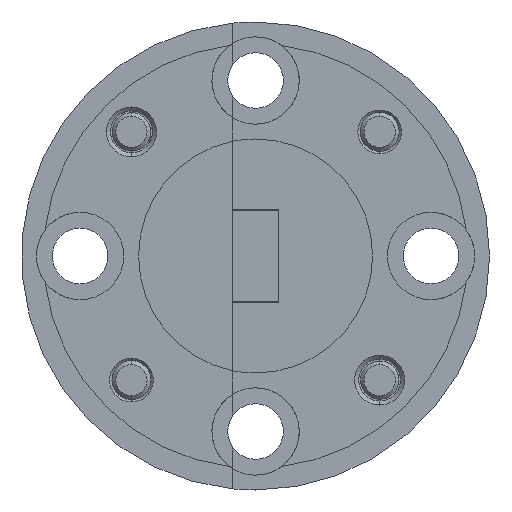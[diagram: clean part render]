
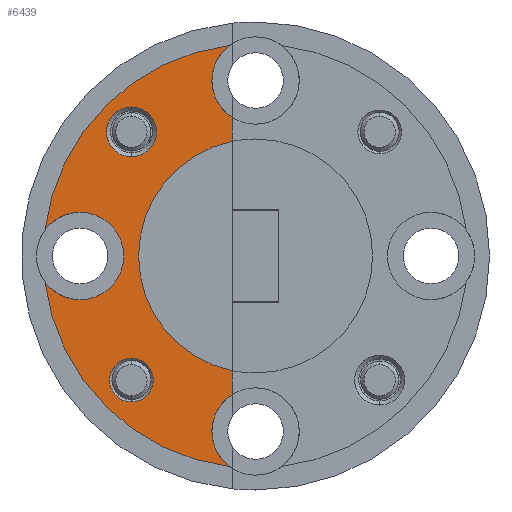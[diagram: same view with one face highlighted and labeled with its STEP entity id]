
A CAD part, left-side view. The second image highlights one B-rep face of the part: STEP entity #6439.
In plain terms, the highlighted planar face has unit normal (-1, 0, 0).
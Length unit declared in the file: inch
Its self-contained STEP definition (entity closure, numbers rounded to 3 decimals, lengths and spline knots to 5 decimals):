
#52 = VERTEX_POINT ( 'NONE', #8969 ) ;
#65 = CARTESIAN_POINT ( 'NONE',  ( 0.27253, 0.4508, 0.97674 ) ) ;
#200 = DIRECTION ( 'NONE',  ( -1., 0., 0. ) ) ;
#325 = CARTESIAN_POINT ( 'NONE',  ( 0.27253, 0.4508, 0.65399 ) ) ;
#373 = DIRECTION ( 'NONE',  ( 0., 0., 1. ) ) ;
#555 = DIRECTION ( 'NONE',  ( 0., 0., 1. ) ) ;
#593 = CIRCLE ( 'NONE', #3166, 0.07 ) ;
#753 = LINE ( 'NONE', #7024, #6530 ) ;
#817 = DIRECTION ( 'NONE',  ( -1., 0., 0. ) ) ;
#978 = VERTEX_POINT ( 'NONE', #5689 ) ;
#979 = CIRCLE ( 'NONE', #4200, 0.34 ) ;
#1177 = FACE_BOUND ( 'NONE', #8571, .T. ) ;
#1277 = VERTEX_POINT ( 'NONE', #9000 ) ;
#1374 = CIRCLE ( 'NONE', #7357, 0.035 ) ;
#1449 = FACE_OUTER_BOUND ( 'NONE', #6771, .T. ) ;
#1510 = CIRCLE ( 'NONE', #11025, 0.07 ) ;
#1631 = EDGE_CURVE ( 'NONE', #10926, #9609, #8036, .T. ) ;
#1733 = DIRECTION ( 'NONE',  ( 0., 0., 1. ) ) ;
#1750 = AXIS2_PLACEMENT_3D ( 'NONE', #10546, #7822, #6960 ) ;
#1812 = ORIENTED_EDGE ( 'NONE', *, *, #1900, .F. ) ;
#1891 = EDGE_CURVE ( 'NONE', #9609, #10926, #11255, .T. ) ;
#1900 = EDGE_CURVE ( 'NONE', #4445, #5134, #5915, .T. ) ;
#1903 = CARTESIAN_POINT ( 'NONE',  ( 0.27253, 0.25192, 0.53662 ) ) ;
#2184 = CARTESIAN_POINT ( 'NONE',  ( 0.27253, 0.53317, 0.88787 ) ) ;
#2376 = CARTESIAN_POINT ( 'NONE',  ( 0.27253, 0.53317, 0.81787 ) ) ;
#2514 = ORIENTED_EDGE ( 'NONE', *, *, #1631, .F. ) ;
#2682 = DIRECTION ( 'NONE',  ( -1., 0., 0. ) ) ;
#2708 = ORIENTED_EDGE ( 'NONE', *, *, #7147, .F. ) ;
#2898 = DIRECTION ( 'NONE',  ( 0., 0., 1. ) ) ;
#3039 = CIRCLE ( 'NONE', #10515, 0.07 ) ;
#3164 = CARTESIAN_POINT ( 'NONE',  ( 0.27253, 0.29369, 0.48044 ) ) ;
#3166 = AXIS2_PLACEMENT_3D ( 'NONE', #10511, #5126, #6031 ) ;
#3217 = EDGE_LOOP ( 'NONE', ( #2514, #8930 ) ) ;
#3292 = DIRECTION ( 'NONE',  ( -1., 0., 0. ) ) ;
#3365 = CIRCLE ( 'NONE', #7444, 0.34 ) ;
#3454 = AXIS2_PLACEMENT_3D ( 'NONE', #1903, #4500, #8097 ) ;
#3455 = CARTESIAN_POINT ( 'NONE',  ( 0.27253, 0.25192, 0.81787 ) ) ;
#3489 = DIRECTION ( 'NONE',  ( -1., 0., 0. ) ) ;
#3503 = EDGE_CURVE ( 'NONE', #978, #52, #1510, .T. ) ;
#3534 = EDGE_CURVE ( 'NONE', #8153, #8411, #1374, .T. ) ;
#3625 = CARTESIAN_POINT ( 'NONE',  ( 0.27253, 0.53317, 0.81787 ) ) ;
#3712 = ORIENTED_EDGE ( 'NONE', *, *, #3503, .F. ) ;
#3732 = DIRECTION ( 'NONE',  ( 0., 0., 1. ) ) ;
#3768 = CARTESIAN_POINT ( 'NONE',  ( 0.27253, 0.4508, 1.05674 ) ) ;
#3772 = VERTEX_POINT ( 'NONE', #5333 ) ;
#4022 = CIRCLE ( 'NONE', #9105, 0.07 ) ;
#4047 = DIRECTION ( 'NONE',  ( 0., 0., 1. ) ) ;
#4197 = DIRECTION ( 'NONE',  ( 0., 0., 1. ) ) ;
#4200 = AXIS2_PLACEMENT_3D ( 'NONE', #7624, #11158, #373 ) ;
#4273 = ORIENTED_EDGE ( 'NONE', *, *, #10162, .F. ) ;
#4352 = AXIS2_PLACEMENT_3D ( 'NONE', #8292, #6412, #2898 ) ;
#4445 = VERTEX_POINT ( 'NONE', #11020 ) ;
#4500 = DIRECTION ( 'NONE',  ( -1., 0., 0. ) ) ;
#4592 = ORIENTED_EDGE ( 'NONE', *, *, #6234, .T. ) ;
#4775 = CARTESIAN_POINT ( 'NONE',  ( 0.27253, 0.58935, 0.85963 ) ) ;
#4903 = CARTESIAN_POINT ( 'NONE',  ( 0.27253, 0.25192, 0.81787 ) ) ;
#4969 = DIRECTION ( 'NONE',  ( -1., 0., 0. ) ) ;
#5085 = CARTESIAN_POINT ( 'NONE',  ( 0.27253, 0.4508, 0.61899 ) ) ;
#5126 = DIRECTION ( 'NONE',  ( -1., 0., 0. ) ) ;
#5134 = VERTEX_POINT ( 'NONE', #9676 ) ;
#5333 = CARTESIAN_POINT ( 'NONE',  ( 0.27253, 0.28892, 1.03969 ) ) ;
#5593 = AXIS2_PLACEMENT_3D ( 'NONE', #8849, #3489, #6095 ) ;
#5619 = ORIENTED_EDGE ( 'NONE', *, *, #7308, .F. ) ;
#5628 = CARTESIAN_POINT ( 'NONE',  ( 0.27253, 0.25192, 0.81787 ) ) ;
#5663 = ORIENTED_EDGE ( 'NONE', *, *, #5809, .T. ) ;
#5689 = CARTESIAN_POINT ( 'NONE',  ( 0.27253, 0.58935, 0.7761 ) ) ;
#5809 = EDGE_CURVE ( 'NONE', #4445, #3772, #10828, .T. ) ;
#5872 = DIRECTION ( 'NONE',  ( -1., 0., 0. ) ) ;
#5915 = CIRCLE ( 'NONE', #7998, 0.1875 ) ;
#5932 = EDGE_CURVE ( 'NONE', #8411, #8153, #11675, .T. ) ;
#5944 = EDGE_CURVE ( 'NONE', #1277, #11520, #3365, .T. ) ;
#6001 = EDGE_CURVE ( 'NONE', #978, #9911, #979, .T. ) ;
#6026 = VERTEX_POINT ( 'NONE', #2184 ) ;
#6031 = DIRECTION ( 'NONE',  ( 0., 0., 1. ) ) ;
#6036 = ORIENTED_EDGE ( 'NONE', *, *, #5932, .F. ) ;
#6095 = DIRECTION ( 'NONE',  ( 0., 0., 1. ) ) ;
#6169 = DIRECTION ( 'NONE',  ( 0., 0., 1. ) ) ;
#6234 = EDGE_CURVE ( 'NONE', #7480, #5134, #753, .T. ) ;
#6412 = DIRECTION ( 'NONE',  ( -1., 0., 0. ) ) ;
#6439 = ADVANCED_FACE ( 'NONE', ( #1449, #7509, #1177 ), #11338, .T. ) ;
#6530 = VECTOR ( 'NONE', #7058, 39.37008 ) ;
#6771 = EDGE_LOOP ( 'NONE', ( #3712, #8873, #5619, #4592, #1812, #5663, #2708, #8372, #4273, #8882 ) ) ;
#6938 = CARTESIAN_POINT ( 'NONE',  ( 0.27253, 0.53317, 0.81787 ) ) ;
#6960 = DIRECTION ( 'NONE',  ( 0., 0., 1. ) ) ;
#7005 = ORIENTED_EDGE ( 'NONE', *, *, #3534, .F. ) ;
#7024 = CARTESIAN_POINT ( 'NONE',  ( 0.27253, 0.28892, 0.81787 ) ) ;
#7058 = DIRECTION ( 'NONE',  ( 0., 0., 1. ) ) ;
#7132 = AXIS2_PLACEMENT_3D ( 'NONE', #4903, #11190, #4047 ) ;
#7147 = EDGE_CURVE ( 'NONE', #1277, #3772, #593, .T. ) ;
#7308 = EDGE_CURVE ( 'NONE', #7480, #9911, #7487, .T. ) ;
#7357 = AXIS2_PLACEMENT_3D ( 'NONE', #5085, #5872, #8703 ) ;
#7444 = AXIS2_PLACEMENT_3D ( 'NONE', #5628, #200, #3732 ) ;
#7480 = VERTEX_POINT ( 'NONE', #8349 ) ;
#7487 = CIRCLE ( 'NONE', #3454, 0.07 ) ;
#7509 = FACE_BOUND ( 'NONE', #3217, .T. ) ;
#7624 = CARTESIAN_POINT ( 'NONE',  ( 0.27253, 0.25192, 0.81787 ) ) ;
#7822 = DIRECTION ( 'NONE',  ( -1., 0., 0. ) ) ;
#7998 = AXIS2_PLACEMENT_3D ( 'NONE', #3455, #817, #6169 ) ;
#8036 = CIRCLE ( 'NONE', #1750, 0.04 ) ;
#8097 = DIRECTION ( 'NONE',  ( 0., 0., 1. ) ) ;
#8153 = VERTEX_POINT ( 'NONE', #325 ) ;
#8292 = CARTESIAN_POINT ( 'NONE',  ( 0.27253, 0.4508, 0.61899 ) ) ;
#8349 = CARTESIAN_POINT ( 'NONE',  ( 0.27253, 0.28892, 0.59604 ) ) ;
#8372 = ORIENTED_EDGE ( 'NONE', *, *, #5944, .T. ) ;
#8411 = VERTEX_POINT ( 'NONE', #9777 ) ;
#8571 = EDGE_LOOP ( 'NONE', ( #7005, #6036 ) ) ;
#8703 = DIRECTION ( 'NONE',  ( 0., 0., 1. ) ) ;
#8849 = CARTESIAN_POINT ( 'NONE',  ( 0.27253, 0.4508, 1.01674 ) ) ;
#8873 = ORIENTED_EDGE ( 'NONE', *, *, #6001, .T. ) ;
#8882 = ORIENTED_EDGE ( 'NONE', *, *, #11201, .F. ) ;
#8930 = ORIENTED_EDGE ( 'NONE', *, *, #1891, .F. ) ;
#8969 = CARTESIAN_POINT ( 'NONE',  ( 0.27253, 0.53317, 0.74787 ) ) ;
#9000 = CARTESIAN_POINT ( 'NONE',  ( 0.27253, 0.29369, 1.15529 ) ) ;
#9105 = AXIS2_PLACEMENT_3D ( 'NONE', #2376, #3292, #4197 ) ;
#9609 = VERTEX_POINT ( 'NONE', #65 ) ;
#9676 = CARTESIAN_POINT ( 'NONE',  ( 0.27253, 0.28892, 0.63405 ) ) ;
#9777 = CARTESIAN_POINT ( 'NONE',  ( 0.27253, 0.4508, 0.58399 ) ) ;
#9911 = VERTEX_POINT ( 'NONE', #3164 ) ;
#9966 = DIRECTION ( 'NONE',  ( 0., 0., 1. ) ) ;
#10162 = EDGE_CURVE ( 'NONE', #6026, #11520, #3039, .T. ) ;
#10511 = CARTESIAN_POINT ( 'NONE',  ( 0.27253, 0.25192, 1.09912 ) ) ;
#10515 = AXIS2_PLACEMENT_3D ( 'NONE', #3625, #2682, #9966 ) ;
#10545 = VECTOR ( 'NONE', #1733, 39.37008 ) ;
#10546 = CARTESIAN_POINT ( 'NONE',  ( 0.27253, 0.4508, 1.01674 ) ) ;
#10828 = LINE ( 'NONE', #11678, #10545 ) ;
#10926 = VERTEX_POINT ( 'NONE', #3768 ) ;
#11020 = CARTESIAN_POINT ( 'NONE',  ( 0.27253, 0.28892, 1.00168 ) ) ;
#11025 = AXIS2_PLACEMENT_3D ( 'NONE', #6938, #4969, #555 ) ;
#11158 = DIRECTION ( 'NONE',  ( -1., 0., 0. ) ) ;
#11190 = DIRECTION ( 'NONE',  ( -1., 0., 0. ) ) ;
#11201 = EDGE_CURVE ( 'NONE', #52, #6026, #4022, .T. ) ;
#11255 = CIRCLE ( 'NONE', #5593, 0.04 ) ;
#11338 = PLANE ( 'NONE',  #7132 ) ;
#11520 = VERTEX_POINT ( 'NONE', #4775 ) ;
#11675 = CIRCLE ( 'NONE', #4352, 0.035 ) ;
#11678 = CARTESIAN_POINT ( 'NONE',  ( 0.27253, 0.28892, 0.81787 ) ) ;
